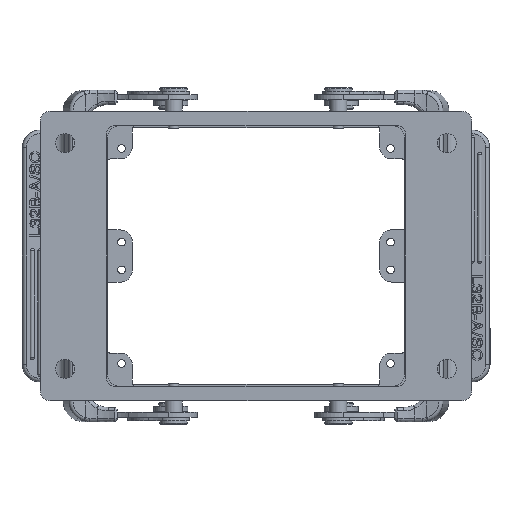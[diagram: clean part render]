
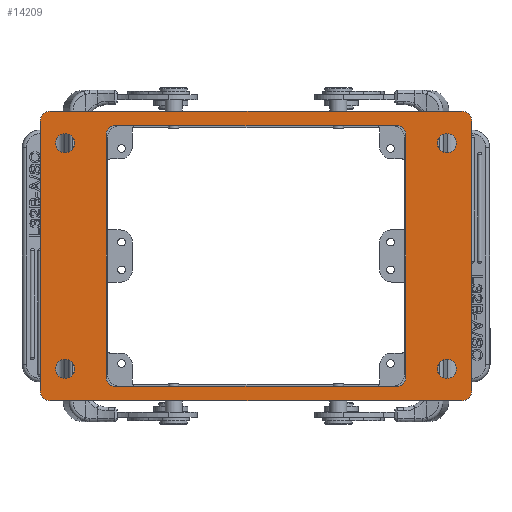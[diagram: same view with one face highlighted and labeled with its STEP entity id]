
A CAD part, front view. The second image highlights one B-rep face of the part: STEP entity #14209.
In plain terms, the highlighted planar face has unit normal (0, -1, 0).
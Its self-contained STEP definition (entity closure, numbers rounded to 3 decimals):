
#14209=ADVANCED_FACE('',(#16555,#16556,#16557,#16558,#16559,#16560),#15803,
 .F.);
#15803=PLANE('',#39338);
#16555=FACE_BOUND('',#17017,.T.);
#16556=FACE_BOUND('',#17018,.T.);
#16557=FACE_BOUND('',#17019,.T.);
#16558=FACE_BOUND('',#17020,.T.);
#16559=FACE_BOUND('',#17021,.T.);
#16560=FACE_BOUND('',#17022,.T.);
#17017=EDGE_LOOP('',(#20246,#20247,#20248,#20249,#20250,#20251,#20252,#20253));
#17018=EDGE_LOOP('',(#20254));
#17019=EDGE_LOOP('',(#20255));
#17020=EDGE_LOOP('',(#20256));
#17021=EDGE_LOOP('',(#20257));
#17022=EDGE_LOOP('',(#20258,#20259,#20260,#20261,#20262,#20263,#20264,#20265));
#18910=CIRCLE('',#39326,2.5);
#18911=CIRCLE('',#39327,2.5);
#18912=CIRCLE('',#39328,2.5);
#18913=CIRCLE('',#39329,2.5);
#18914=CIRCLE('',#39330,2.75);
#18915=CIRCLE('',#39331,2.75);
#18916=CIRCLE('',#39332,2.75);
#18917=CIRCLE('',#39333,2.75);
#18918=CIRCLE('',#39334,3.);
#18919=CIRCLE('',#39335,3.);
#18920=CIRCLE('',#39336,3.);
#18921=CIRCLE('',#39337,3.);
#20246=ORIENTED_EDGE('',*,*,#31026,.F.);
#20247=ORIENTED_EDGE('',*,*,#31027,.F.);
#20248=ORIENTED_EDGE('',*,*,#31028,.F.);
#20249=ORIENTED_EDGE('',*,*,#31029,.F.);
#20250=ORIENTED_EDGE('',*,*,#31030,.F.);
#20251=ORIENTED_EDGE('',*,*,#31031,.F.);
#20252=ORIENTED_EDGE('',*,*,#31032,.F.);
#20253=ORIENTED_EDGE('',*,*,#31033,.F.);
#20254=ORIENTED_EDGE('',*,*,#31034,.T.);
#20255=ORIENTED_EDGE('',*,*,#31035,.T.);
#20256=ORIENTED_EDGE('',*,*,#31036,.T.);
#20257=ORIENTED_EDGE('',*,*,#31037,.T.);
#20258=ORIENTED_EDGE('',*,*,#31038,.F.);
#20259=ORIENTED_EDGE('',*,*,#31039,.F.);
#20260=ORIENTED_EDGE('',*,*,#31040,.F.);
#20261=ORIENTED_EDGE('',*,*,#31041,.F.);
#20262=ORIENTED_EDGE('',*,*,#31042,.F.);
#20263=ORIENTED_EDGE('',*,*,#31043,.F.);
#20264=ORIENTED_EDGE('',*,*,#31044,.F.);
#20265=ORIENTED_EDGE('',*,*,#31045,.F.);
#28344=VERTEX_POINT('',#50150);
#28345=VERTEX_POINT('',#50151);
#28346=VERTEX_POINT('',#50153);
#28347=VERTEX_POINT('',#50155);
#28348=VERTEX_POINT('',#50157);
#28349=VERTEX_POINT('',#50159);
#28350=VERTEX_POINT('',#50161);
#28351=VERTEX_POINT('',#50163);
#28352=VERTEX_POINT('',#50166);
#28353=VERTEX_POINT('',#50168);
#28354=VERTEX_POINT('',#50170);
#28355=VERTEX_POINT('',#50172);
#28356=VERTEX_POINT('',#50174);
#28357=VERTEX_POINT('',#50175);
#28358=VERTEX_POINT('',#50177);
#28359=VERTEX_POINT('',#50179);
#28360=VERTEX_POINT('',#50181);
#28361=VERTEX_POINT('',#50183);
#28362=VERTEX_POINT('',#50185);
#28363=VERTEX_POINT('',#50187);
#31026=EDGE_CURVE('',#28344,#28345,#35055,.T.);
#31027=EDGE_CURVE('',#28346,#28344,#18910,.T.);
#31028=EDGE_CURVE('',#28347,#28346,#35056,.T.);
#31029=EDGE_CURVE('',#28348,#28347,#18911,.T.);
#31030=EDGE_CURVE('',#28349,#28348,#35057,.T.);
#31031=EDGE_CURVE('',#28350,#28349,#18912,.T.);
#31032=EDGE_CURVE('',#28351,#28350,#35058,.T.);
#31033=EDGE_CURVE('',#28345,#28351,#18913,.T.);
#31034=EDGE_CURVE('',#28352,#28352,#18914,.T.);
#31035=EDGE_CURVE('',#28353,#28353,#18915,.T.);
#31036=EDGE_CURVE('',#28354,#28354,#18916,.T.);
#31037=EDGE_CURVE('',#28355,#28355,#18917,.T.);
#31038=EDGE_CURVE('',#28356,#28357,#35059,.T.);
#31039=EDGE_CURVE('',#28358,#28356,#18918,.T.);
#31040=EDGE_CURVE('',#28359,#28358,#35060,.T.);
#31041=EDGE_CURVE('',#28360,#28359,#18919,.T.);
#31042=EDGE_CURVE('',#28361,#28360,#35061,.T.);
#31043=EDGE_CURVE('',#28362,#28361,#18920,.T.);
#31044=EDGE_CURVE('',#28363,#28362,#35062,.T.);
#31045=EDGE_CURVE('',#28357,#28363,#18921,.T.);
#35055=LINE('',#50149,#37155);
#35056=LINE('',#50154,#37156);
#35057=LINE('',#50158,#37157);
#35058=LINE('',#50162,#37158);
#35059=LINE('',#50173,#37159);
#35060=LINE('',#50178,#37160);
#35061=LINE('',#50182,#37161);
#35062=LINE('',#50186,#37162);
#37155=VECTOR('',#42234,1.);
#37156=VECTOR('',#42237,1.);
#37157=VECTOR('',#42240,1.);
#37158=VECTOR('',#42243,1.);
#37159=VECTOR('',#42254,1.);
#37160=VECTOR('',#42257,1.);
#37161=VECTOR('',#42260,1.);
#37162=VECTOR('',#42263,1.);
#39326=AXIS2_PLACEMENT_3D('',#50152,#42235,#42236);
#39327=AXIS2_PLACEMENT_3D('',#50156,#42238,#42239);
#39328=AXIS2_PLACEMENT_3D('',#50160,#42241,#42242);
#39329=AXIS2_PLACEMENT_3D('',#50164,#42244,#42245);
#39330=AXIS2_PLACEMENT_3D('',#50165,#42246,#42247);
#39331=AXIS2_PLACEMENT_3D('',#50167,#42248,#42249);
#39332=AXIS2_PLACEMENT_3D('',#50169,#42250,#42251);
#39333=AXIS2_PLACEMENT_3D('',#50171,#42252,#42253);
#39334=AXIS2_PLACEMENT_3D('',#50176,#42255,#42256);
#39335=AXIS2_PLACEMENT_3D('',#50180,#42258,#42259);
#39336=AXIS2_PLACEMENT_3D('',#50184,#42261,#42262);
#39337=AXIS2_PLACEMENT_3D('',#50188,#42264,#42265);
#39338=AXIS2_PLACEMENT_3D('',#50189,#42266,#42267);
#42234=DIRECTION('',(0.,0.,-1.));
#42235=DIRECTION('',(0.,-1.,0.));
#42236=DIRECTION('',(1.,0.,0.));
#42237=DIRECTION('',(-1.,0.,0.));
#42238=DIRECTION('',(0.,-1.,0.));
#42239=DIRECTION('',(1.,0.,0.));
#42240=DIRECTION('',(0.,0.,1.));
#42241=DIRECTION('',(0.,-1.,0.));
#42242=DIRECTION('',(1.,0.,0.));
#42243=DIRECTION('',(1.,0.,0.));
#42244=DIRECTION('',(0.,-1.,0.));
#42245=DIRECTION('',(1.,0.,0.));
#42246=DIRECTION('',(0.,1.,0.));
#42247=DIRECTION('',(1.,0.,0.));
#42248=DIRECTION('',(0.,1.,0.));
#42249=DIRECTION('',(1.,0.,0.));
#42250=DIRECTION('',(0.,1.,0.));
#42251=DIRECTION('',(1.,0.,0.));
#42252=DIRECTION('',(0.,1.,0.));
#42253=DIRECTION('',(1.,0.,0.));
#42254=DIRECTION('',(0.,0.,1.));
#42255=DIRECTION('',(0.,1.,0.));
#42256=DIRECTION('',(1.,0.,0.));
#42257=DIRECTION('',(-1.,0.,0.));
#42258=DIRECTION('',(0.,1.,0.));
#42259=DIRECTION('',(1.,0.,0.));
#42260=DIRECTION('',(0.,0.,-1.));
#42261=DIRECTION('',(0.,1.,0.));
#42262=DIRECTION('',(1.,0.,0.));
#42263=DIRECTION('',(1.,0.,0.));
#42264=DIRECTION('',(0.,1.,0.));
#42265=DIRECTION('',(1.,0.,0.));
#42266=DIRECTION('',(0.,1.,0.));
#42267=DIRECTION('',(1.,0.,0.));
#50149=CARTESIAN_POINT('',(100.934,66.909,35.));
#50150=CARTESIAN_POINT('',(100.934,66.909,35.));
#50151=CARTESIAN_POINT('',(100.934,66.909,-35.));
#50152=CARTESIAN_POINT('',(103.434,66.909,35.));
#50153=CARTESIAN_POINT('',(103.434,66.909,37.5));
#50154=CARTESIAN_POINT('',(184.834,66.909,37.5));
#50155=CARTESIAN_POINT('',(184.834,66.909,37.5));
#50156=CARTESIAN_POINT('',(184.834,66.909,35.));
#50157=CARTESIAN_POINT('',(187.334,66.909,35.));
#50158=CARTESIAN_POINT('',(187.334,66.909,-35.));
#50159=CARTESIAN_POINT('',(187.334,66.909,-35.));
#50160=CARTESIAN_POINT('',(184.834,66.909,-35.));
#50161=CARTESIAN_POINT('',(184.834,66.909,-37.5));
#50162=CARTESIAN_POINT('',(103.434,66.909,-37.5));
#50163=CARTESIAN_POINT('',(103.434,66.909,-37.5));
#50164=CARTESIAN_POINT('',(103.434,66.909,-35.));
#50165=CARTESIAN_POINT('',(199.134,66.909,-32.5));
#50166=CARTESIAN_POINT('',(201.884,66.909,-32.5));
#50167=CARTESIAN_POINT('',(199.134,66.909,32.5));
#50168=CARTESIAN_POINT('',(201.884,66.909,32.5));
#50169=CARTESIAN_POINT('',(89.134,66.909,-32.5));
#50170=CARTESIAN_POINT('',(91.884,66.909,-32.5));
#50171=CARTESIAN_POINT('',(89.134,66.909,32.5));
#50172=CARTESIAN_POINT('',(91.884,66.909,32.5));
#50173=CARTESIAN_POINT('',(81.934,66.909,-38.75));
#50174=CARTESIAN_POINT('',(81.934,66.909,-38.75));
#50175=CARTESIAN_POINT('',(81.934,66.909,38.75));
#50176=CARTESIAN_POINT('',(84.934,66.909,-38.75));
#50177=CARTESIAN_POINT('',(84.934,66.909,-41.75));
#50178=CARTESIAN_POINT('',(203.334,66.909,-41.75));
#50179=CARTESIAN_POINT('',(203.334,66.909,-41.75));
#50180=CARTESIAN_POINT('',(203.334,66.909,-38.75));
#50181=CARTESIAN_POINT('',(206.334,66.909,-38.75));
#50182=CARTESIAN_POINT('',(206.334,66.909,38.75));
#50183=CARTESIAN_POINT('',(206.334,66.909,38.75));
#50184=CARTESIAN_POINT('',(203.334,66.909,38.75));
#50185=CARTESIAN_POINT('',(203.334,66.909,41.75));
#50186=CARTESIAN_POINT('',(84.934,66.909,41.75));
#50187=CARTESIAN_POINT('',(84.934,66.909,41.75));
#50188=CARTESIAN_POINT('',(84.934,66.909,38.75));
#50189=CARTESIAN_POINT('',(84.934,66.909,38.75));
